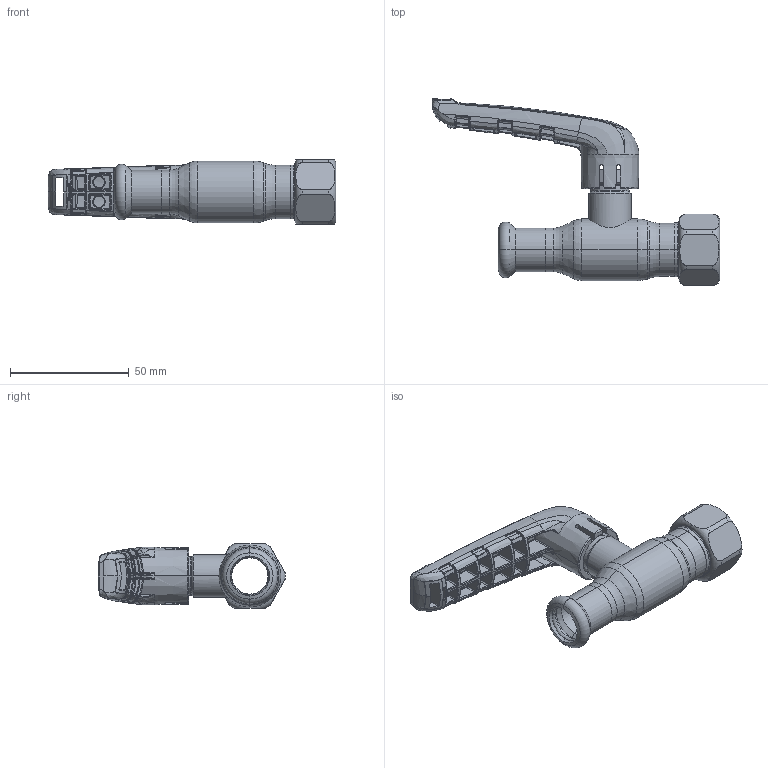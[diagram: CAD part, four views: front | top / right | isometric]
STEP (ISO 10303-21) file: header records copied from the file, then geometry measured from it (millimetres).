
FILE_DESCRIPTION (( 'STEP AP214' ), '1' );
FILE_NAME ('XPR11000 DN10 G12 x 15.step', '2018-09-10T11:36:31', ( '' ), ( '' ), 'SwSTEP 2.0', 'SolidWorks 2017', '' );
FILE_SCHEMA (( 'AUTOMOTIVE_DESIGN' ));
Length unit declared in the file: millimetre
Products named in the file (1): XPR11000 DN10 G12 x 15
Bounding box: 120.98 x 78.68 x 27 mm (x, y, z)
Surface area: 21088.7 mm2 (no closed solid volume)
Topology: 0 solids, 8 shells, 833 faces, 2464 edges, 1548 vertices
Faces by surface type: bspline 677, plane 59, cylinder 46, cone 26, torus 25
Entity records: 60377 total; most frequent: CARTESIAN_POINT 35138, ORIENTED_EDGE 4258, EDGE_CURVE 2436, B_SPLINE_CURVE_WITH_KNOTS 1696, DIRECTION 1614, VERTEX_POINT 1548, EDGE_LOOP 855, UNCERTAINTY_MEASURE_WITH_UNIT 835
